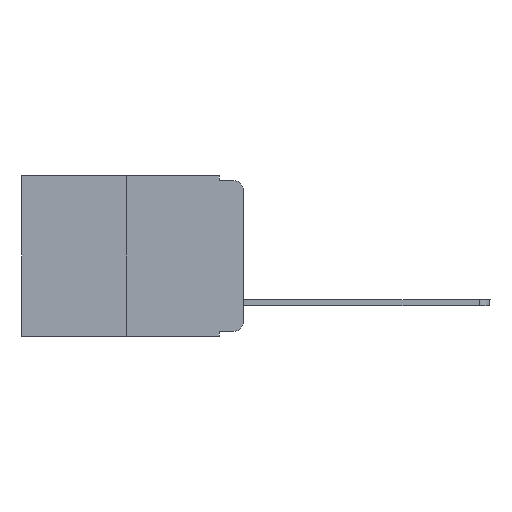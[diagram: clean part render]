
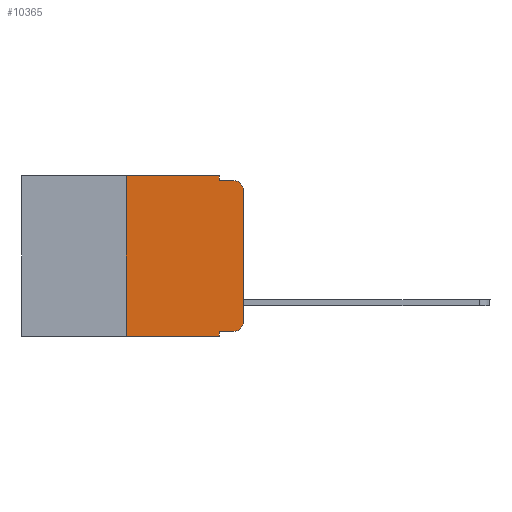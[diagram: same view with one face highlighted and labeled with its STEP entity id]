
A CAD part, left-side view. The second image highlights one B-rep face of the part: STEP entity #10365.
In plain terms, the highlighted planar face has unit normal (-1, 0, 0).
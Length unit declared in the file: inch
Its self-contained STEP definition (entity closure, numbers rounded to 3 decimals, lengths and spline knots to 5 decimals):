
#39 = VECTOR ( 'NONE', #2769, 39.37008 ) ;
#146 = LINE ( 'NONE', #11337, #7273 ) ;
#348 = FACE_OUTER_BOUND ( 'NONE', #11103, .T. ) ;
#598 = CARTESIAN_POINT ( 'NONE',  ( 0., 0.02, -0.333 ) ) ;
#602 = CARTESIAN_POINT ( 'NONE',  ( 0., 0.051, -0.343 ) ) ;
#757 = VERTEX_POINT ( 'NONE', #8544 ) ;
#779 = DIRECTION ( 'NONE',  ( -1., 0., 0. ) ) ;
#795 = VECTOR ( 'NONE', #5892, 39.37008 ) ;
#1020 = VECTOR ( 'NONE', #7029, 39.37008 ) ;
#1165 = ORIENTED_EDGE ( 'NONE', *, *, #11456, .T. ) ;
#1319 = EDGE_CURVE ( 'NONE', #8505, #2161, #9982, .T. ) ;
#1655 = CARTESIAN_POINT ( 'NONE',  ( 0., 0.02, -0.313 ) ) ;
#2161 = VERTEX_POINT ( 'NONE', #602 ) ;
#2279 = ORIENTED_EDGE ( 'NONE', *, *, #5838, .T. ) ;
#2410 = CARTESIAN_POINT ( 'NONE',  ( 0., 0.051, -0.01 ) ) ;
#2450 = LINE ( 'NONE', #8829, #1020 ) ;
#2571 = EDGE_CURVE ( 'NONE', #9760, #8621, #2450, .T. ) ;
#2769 = DIRECTION ( 'NONE',  ( 0., -1., 0. ) ) ;
#2905 = ORIENTED_EDGE ( 'NONE', *, *, #6680, .F. ) ;
#2939 = EDGE_CURVE ( 'NONE', #8621, #9400, #8637, .T. ) ;
#3231 = ORIENTED_EDGE ( 'NONE', *, *, #1319, .F. ) ;
#3286 = CIRCLE ( 'NONE', #6822, 0.02 ) ;
#3380 = VECTOR ( 'NONE', #8753, 39.37008 ) ;
#3579 = VERTEX_POINT ( 'NONE', #2410 ) ;
#3680 = EDGE_CURVE ( 'NONE', #3579, #757, #8480, .T. ) ;
#3734 = CARTESIAN_POINT ( 'NONE',  ( 0., 0.051, -0.01 ) ) ;
#3793 = CARTESIAN_POINT ( 'NONE',  ( 0., 0.02, -0.03 ) ) ;
#3803 = LINE ( 'NONE', #7607, #39 ) ;
#3846 = DIRECTION ( 'NONE',  ( 1., 0., 0. ) ) ;
#3906 = VECTOR ( 'NONE', #6664, 39.37008 ) ;
#4187 = DIRECTION ( 'NONE',  ( 0., 0., -1. ) ) ;
#4291 = CARTESIAN_POINT ( 'NONE',  ( 0., 0.25, -0.343 ) ) ;
#5087 = CARTESIAN_POINT ( 'NONE',  ( 0., 0., 0. ) ) ;
#5387 = DIRECTION ( 'NONE',  ( 0., 0., -1. ) ) ;
#5739 = VECTOR ( 'NONE', #8411, 39.37008 ) ;
#5819 = PLANE ( 'NONE',  #6630 ) ;
#5838 = EDGE_CURVE ( 'NONE', #9760, #2161, #11369, .T. ) ;
#5892 = DIRECTION ( 'NONE',  ( 0., 0., 1. ) ) ;
#6023 = CARTESIAN_POINT ( 'NONE',  ( 0., 0.051, 0. ) ) ;
#6099 = VERTEX_POINT ( 'NONE', #8185 ) ;
#6162 = VERTEX_POINT ( 'NONE', #6648 ) ;
#6431 = ORIENTED_EDGE ( 'NONE', *, *, #3680, .F. ) ;
#6630 = AXIS2_PLACEMENT_3D ( 'NONE', #6672, #3846, #7772 ) ;
#6648 = CARTESIAN_POINT ( 'NONE',  ( 0., 0., -0.03 ) ) ;
#6664 = DIRECTION ( 'NONE',  ( 0., -1., 0. ) ) ;
#6672 = CARTESIAN_POINT ( 'NONE',  ( 0., 0.473, 0. ) ) ;
#6680 = EDGE_CURVE ( 'NONE', #9400, #3579, #146, .T. ) ;
#6753 = ORIENTED_EDGE ( 'NONE', *, *, #8298, .T. ) ;
#6822 = AXIS2_PLACEMENT_3D ( 'NONE', #3793, #779, #7545 ) ;
#7029 = DIRECTION ( 'NONE',  ( 0., 0., 1. ) ) ;
#7273 = VECTOR ( 'NONE', #11287, 39.37008 ) ;
#7545 = DIRECTION ( 'NONE',  ( 0., 0., -1. ) ) ;
#7607 = CARTESIAN_POINT ( 'NONE',  ( 0., 0.051, -0.333 ) ) ;
#7670 = CIRCLE ( 'NONE', #7857, 0.02 ) ;
#7768 = ORIENTED_EDGE ( 'NONE', *, *, #11226, .T. ) ;
#7772 = DIRECTION ( 'NONE',  ( 0., 0., -1. ) ) ;
#7788 = LINE ( 'NONE', #5087, #795 ) ;
#7789 = VECTOR ( 'NONE', #4187, 39.37008 ) ;
#7837 = CARTESIAN_POINT ( 'NONE',  ( 0., 0.051, -0.333 ) ) ;
#7857 = AXIS2_PLACEMENT_3D ( 'NONE', #1655, #9156, #5387 ) ;
#8185 = CARTESIAN_POINT ( 'NONE',  ( 0., 0., -0.313 ) ) ;
#8298 = EDGE_CURVE ( 'NONE', #8505, #10138, #3803, .T. ) ;
#8411 = DIRECTION ( 'NONE',  ( 0., -1., 0. ) ) ;
#8480 = LINE ( 'NONE', #3734, #5739 ) ;
#8505 = VERTEX_POINT ( 'NONE', #7837 ) ;
#8538 = ORIENTED_EDGE ( 'NONE', *, *, #10328, .T. ) ;
#8544 = CARTESIAN_POINT ( 'NONE',  ( 0., 0.02, -0.01 ) ) ;
#8621 = VERTEX_POINT ( 'NONE', #10139 ) ;
#8637 = LINE ( 'NONE', #9571, #3380 ) ;
#8753 = DIRECTION ( 'NONE',  ( 0., -1., 0. ) ) ;
#8829 = CARTESIAN_POINT ( 'NONE',  ( 0., 0.25, 0. ) ) ;
#9025 = ORIENTED_EDGE ( 'NONE', *, *, #2939, .F. ) ;
#9156 = DIRECTION ( 'NONE',  ( -1., 0., 0. ) ) ;
#9400 = VERTEX_POINT ( 'NONE', #11406 ) ;
#9518 = CARTESIAN_POINT ( 'NONE',  ( 0., 0.473, -0.343 ) ) ;
#9571 = CARTESIAN_POINT ( 'NONE',  ( 0., 0.473, 0. ) ) ;
#9760 = VERTEX_POINT ( 'NONE', #4291 ) ;
#9982 = LINE ( 'NONE', #6023, #7789 ) ;
#10138 = VERTEX_POINT ( 'NONE', #598 ) ;
#10139 = CARTESIAN_POINT ( 'NONE',  ( 0., 0.25, 0. ) ) ;
#10328 = EDGE_CURVE ( 'NONE', #6162, #757, #3286, .T. ) ;
#10365 = ADVANCED_FACE ( 'NONE', ( #348 ), #5819, .F. ) ;
#11103 = EDGE_LOOP ( 'NONE', ( #7768, #8538, #6431, #2905, #9025, #11914, #2279, #3231, #6753, #1165 ) ) ;
#11226 = EDGE_CURVE ( 'NONE', #6099, #6162, #7788, .T. ) ;
#11287 = DIRECTION ( 'NONE',  ( 0., 0., -1. ) ) ;
#11337 = CARTESIAN_POINT ( 'NONE',  ( 0., 0.051, 0. ) ) ;
#11369 = LINE ( 'NONE', #9518, #3906 ) ;
#11406 = CARTESIAN_POINT ( 'NONE',  ( 0., 0.051, 0. ) ) ;
#11456 = EDGE_CURVE ( 'NONE', #10138, #6099, #7670, .T. ) ;
#11914 = ORIENTED_EDGE ( 'NONE', *, *, #2571, .F. ) ;
